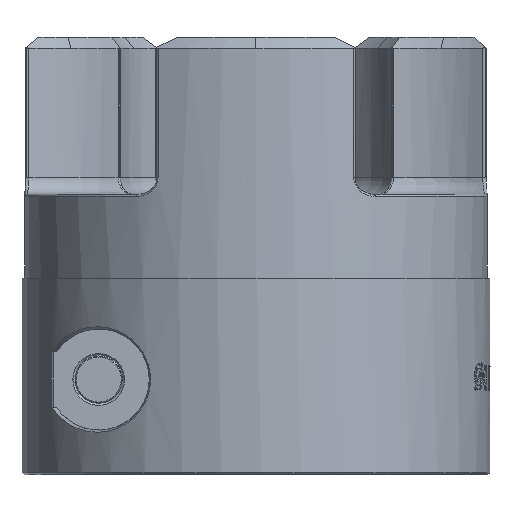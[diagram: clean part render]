
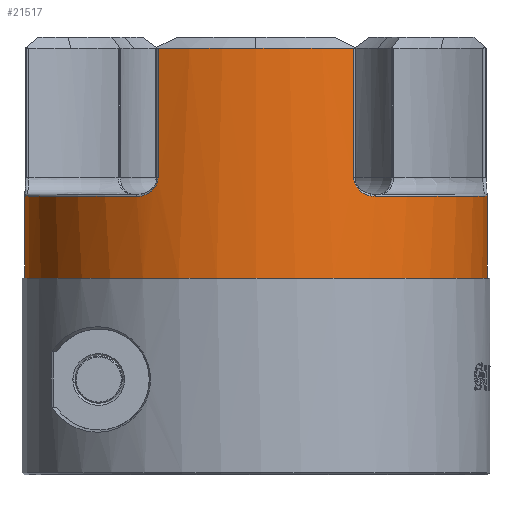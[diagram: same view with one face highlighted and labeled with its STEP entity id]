
A CAD part, front view. The second image highlights one B-rep face of the part: STEP entity #21517.
In plain terms, the highlighted cylindrical face has radius 20.6 mm (diameter 41.2 mm), a partial arc.
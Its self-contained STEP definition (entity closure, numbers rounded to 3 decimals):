
#9026=CARTESIAN_POINT('',(-20.586,-0.75,18.7));
#9027=VERTEX_POINT('',#9026);
#9034=CARTESIAN_POINT('',(-20.6,0.,18.7));
#9035=VERTEX_POINT('',#9034);
#9036=CARTESIAN_POINT('',(0.,0.,18.7));
#9037=DIRECTION('',(-0.,0.,-1.));
#9038=DIRECTION('',(1.,0.,0.));
#9039=AXIS2_PLACEMENT_3D('',#9036,#9037,#9038);
#9040=CIRCLE('',#9039,20.6);
#9041=EDGE_CURVE('',#9027,#9035,#9040,.T.);
#9822=CARTESIAN_POINT('',(-20.586,-0.75,17.5));
#9823=VERTEX_POINT('',#9822);
#9830=CARTESIAN_POINT('',(-20.586,-0.75,-12306.));
#9831=DIRECTION('',(0.,-0.,1.));
#9832=VECTOR('',#9831,24690.);
#9833=LINE('',#9830,#9832);
#9834=EDGE_CURVE('',#9823,#9027,#9833,.T.);
#9872=CARTESIAN_POINT('',(20.586,-0.75,17.5));
#9873=VERTEX_POINT('',#9872);
#9880=CARTESIAN_POINT('',(0.,0.,17.5));
#9881=DIRECTION('',(-0.,-0.,-1.));
#9882=DIRECTION('',(1.,0.,-0.));
#9883=AXIS2_PLACEMENT_3D('',#9880,#9881,#9882);
#9884=CIRCLE('',#9883,20.6);
#9885=EDGE_CURVE('',#9873,#9823,#9884,.T.);
#17182=CARTESIAN_POINT('',(-8.714,-18.666,26.5));
#17183=VERTEX_POINT('',#17182);
#17208=CARTESIAN_POINT('',(-10.617,-17.653,24.8));
#17209=VERTEX_POINT('',#17208);
#17220=CARTESIAN_POINT('',(-10.617,-17.653,24.8));
#17221=CARTESIAN_POINT('',(-10.239,-17.881,24.8));
#17222=CARTESIAN_POINT('',(-9.849,-18.097,24.905));
#17223=CARTESIAN_POINT('',(-9.509,-18.274,25.125));
#17224=CARTESIAN_POINT('',(-9.257,-18.405,25.288));
#17225=CARTESIAN_POINT('',(-9.033,-18.515,25.517));
#17226=CARTESIAN_POINT('',(-8.886,-18.585,25.801));
#17227=CARTESIAN_POINT('',(-8.777,-18.637,26.013));
#17228=CARTESIAN_POINT('',(-8.714,-18.666,26.256));
#17229=CARTESIAN_POINT('',(-8.714,-18.666,26.5));
#17230=B_SPLINE_CURVE_WITH_KNOTS('',3,(#17220,#17221,#17222,#17223,#17224,#17225,#17226,#17227,#17228,#17229),.UNSPECIFIED.,.F.,.F.,(4,3,3,4),(0.,0.436,0.759,1.),.UNSPECIFIED.);
#17231=EDGE_CURVE('',#17209,#17183,#17230,.T.);
#17241=CARTESIAN_POINT('',(-20.597,-0.368,24.8));
#17242=VERTEX_POINT('',#17241);
#17253=CARTESIAN_POINT('',(0.,0.,24.8));
#17254=DIRECTION('',(-0.,-0.,1.));
#17255=DIRECTION('',(1.,0.,0.));
#17256=AXIS2_PLACEMENT_3D('',#17253,#17254,#17255);
#17257=CIRCLE('',#17256,20.6);
#17258=EDGE_CURVE('',#17242,#17209,#17257,.T.);
#17965=CARTESIAN_POINT('',(-20.6,0.,24.825));
#17966=VERTEX_POINT('',#17965);
#17983=CARTESIAN_POINT('',(-20.522,1.786,26.5));
#17984=CARTESIAN_POINT('',(-20.522,1.786,26.32));
#17985=CARTESIAN_POINT('',(-20.526,1.748,26.14));
#17986=CARTESIAN_POINT('',(-20.531,1.679,25.974));
#17987=CARTESIAN_POINT('',(-20.54,1.574,25.716));
#17988=CARTESIAN_POINT('',(-20.554,1.396,25.491));
#17989=CARTESIAN_POINT('',(-20.566,1.18,25.315));
#17990=CARTESIAN_POINT('',(-20.57,1.12,25.266));
#17991=CARTESIAN_POINT('',(-20.573,1.056,25.221));
#17992=CARTESIAN_POINT('',(-20.576,0.991,25.179));
#17993=CARTESIAN_POINT('',(-20.595,0.59,24.922));
#17994=CARTESIAN_POINT('',(-20.605,0.108,24.8));
#17995=CARTESIAN_POINT('',(-20.597,-0.368,24.8));
#17996=B_SPLINE_CURVE_WITH_KNOTS('',3,(#17983,#17984,#17985,#17986,#17987,#17988,#17989,#17990,#17991,#17992,#17993,#17994,#17995),.UNSPECIFIED.,.F.,.F.,(4,3,3,3,4),(0.,0.178,0.453,0.53,1.),.UNSPECIFIED.);
#17997=EDGE_CURVE('',#17966,#17242,#17996,.T.);
#18068=CARTESIAN_POINT('',(-20.6,-0.,18.7));
#18069=DIRECTION('',(-0.,-0.,1.));
#18070=VECTOR('',#18069,6.125);
#18071=LINE('',#18068,#18070);
#18072=EDGE_CURVE('',#9035,#17966,#18071,.T.);
#18134=CARTESIAN_POINT('',(20.6,0.,24.825));
#18135=VERTEX_POINT('',#18134);
#18149=CARTESIAN_POINT('',(20.6,-0.,18.7));
#18150=VERTEX_POINT('',#18149);
#18151=CARTESIAN_POINT('',(20.6,-0.,18.7));
#18152=DIRECTION('',(0.,0.,1.));
#18153=VECTOR('',#18152,6.125);
#18154=LINE('',#18151,#18153);
#18155=EDGE_CURVE('',#18150,#18135,#18154,.T.);
#19070=CARTESIAN_POINT('',(20.597,-0.368,24.8));
#19071=VERTEX_POINT('',#19070);
#19082=CARTESIAN_POINT('',(20.597,-0.368,24.8));
#19083=CARTESIAN_POINT('',(20.599,-0.245,24.8));
#19084=CARTESIAN_POINT('',(20.6,-0.122,24.808));
#19085=CARTESIAN_POINT('',(20.6,0.,24.825));
#19086=B_SPLINE_CURVE_WITH_KNOTS('',3,(#19082,#19083,#19084,#19085),.UNSPECIFIED.,.F.,.F.,(4,4),(0.879,1.),.UNSPECIFIED.);
#19087=EDGE_CURVE('',#19071,#18135,#19086,.T.);
#19098=CARTESIAN_POINT('',(10.617,-17.653,24.8));
#19099=VERTEX_POINT('',#19098);
#19110=CARTESIAN_POINT('',(0.,0.,24.8));
#19111=DIRECTION('',(-0.,-0.,1.));
#19112=DIRECTION('',(1.,0.,0.));
#19113=AXIS2_PLACEMENT_3D('',#19110,#19111,#19112);
#19114=CIRCLE('',#19113,20.6);
#19115=EDGE_CURVE('',#19099,#19071,#19114,.T.);
#19830=CARTESIAN_POINT('',(8.714,-18.666,26.5));
#19831=VERTEX_POINT('',#19830);
#19842=CARTESIAN_POINT('',(8.714,-18.666,26.5));
#19843=CARTESIAN_POINT('',(8.714,-18.666,26.319));
#19844=CARTESIAN_POINT('',(8.75,-18.649,26.139));
#19845=CARTESIAN_POINT('',(8.812,-18.62,25.971));
#19846=CARTESIAN_POINT('',(8.908,-18.575,25.714));
#19847=CARTESIAN_POINT('',(9.07,-18.497,25.489));
#19848=CARTESIAN_POINT('',(9.263,-18.4,25.314));
#19849=CARTESIAN_POINT('',(9.316,-18.373,25.266));
#19850=CARTESIAN_POINT('',(9.371,-18.345,25.222));
#19851=CARTESIAN_POINT('',(9.428,-18.316,25.18));
#19852=CARTESIAN_POINT('',(9.785,-18.132,24.923));
#19853=CARTESIAN_POINT('',(10.208,-17.899,24.8));
#19854=CARTESIAN_POINT('',(10.617,-17.653,24.8));
#19855=B_SPLINE_CURVE_WITH_KNOTS('',3,(#19842,#19843,#19844,#19845,#19846,#19847,#19848,#19849,#19850,#19851,#19852,#19853,#19854),.UNSPECIFIED.,.F.,.F.,(4,3,3,3,4),(0.,0.179,0.454,0.529,1.),.UNSPECIFIED.);
#19856=EDGE_CURVE('',#19831,#19099,#19855,.T.);
#20009=CARTESIAN_POINT('',(-0.,-20.6,38.));
#20010=VERTEX_POINT('',#20009);
#20042=CARTESIAN_POINT('',(-8.714,-18.666,38.));
#20043=VERTEX_POINT('',#20042);
#20063=CARTESIAN_POINT('',(0.,0.,38.));
#20064=DIRECTION('',(0.,-0.,1.));
#20065=DIRECTION('',(1.,0.,0.));
#20066=AXIS2_PLACEMENT_3D('',#20063,#20064,#20065);
#20067=CIRCLE('',#20066,20.6);
#20068=EDGE_CURVE('',#20043,#20010,#20067,.T.);
#20765=CARTESIAN_POINT('',(20.586,-0.75,18.7));
#20766=VERTEX_POINT('',#20765);
#20773=CARTESIAN_POINT('',(20.586,-0.75,12384.));
#20774=DIRECTION('',(-0.,0.,-1.));
#20775=VECTOR('',#20774,24690.);
#20776=LINE('',#20773,#20775);
#20777=EDGE_CURVE('',#20766,#9873,#20776,.T.);
#20790=CARTESIAN_POINT('',(0.,0.,18.7));
#20791=DIRECTION('',(0.,0.,-1.));
#20792=DIRECTION('',(1.,0.,0.));
#20793=AXIS2_PLACEMENT_3D('',#20790,#20791,#20792);
#20794=CIRCLE('',#20793,20.6);
#20795=EDGE_CURVE('',#18150,#20766,#20794,.T.);
#21119=CARTESIAN_POINT('',(-8.714,-18.666,-12306.));
#21120=DIRECTION('',(-0.,-0.,1.));
#21121=VECTOR('',#21120,24690.);
#21122=LINE('',#21119,#21121);
#21123=EDGE_CURVE('',#17183,#20043,#21122,.T.);
#21159=CARTESIAN_POINT('',(8.714,-18.666,38.));
#21160=VERTEX_POINT('',#21159);
#21180=CARTESIAN_POINT('',(8.714,-18.666,12384.));
#21181=DIRECTION('',(0.,0.,-1.));
#21182=VECTOR('',#21181,24690.);
#21183=LINE('',#21180,#21182);
#21184=EDGE_CURVE('',#21160,#19831,#21183,.T.);
#21210=CARTESIAN_POINT('',(0.,0.,38.));
#21211=DIRECTION('',(0.,-0.,1.));
#21212=DIRECTION('',(1.,0.,0.));
#21213=AXIS2_PLACEMENT_3D('',#21210,#21211,#21212);
#21214=CIRCLE('',#21213,20.6);
#21215=EDGE_CURVE('',#20010,#21160,#21214,.T.);
#21493=CARTESIAN_POINT('',(0.,0.,39.));
#21494=DIRECTION('',(0.,0.,-1.));
#21495=DIRECTION('',(1.,0.,0.));
#21496=AXIS2_PLACEMENT_3D('',#21493,#21494,#21495);
#21497=CYLINDRICAL_SURFACE('',#21496,20.6);
#21498=ORIENTED_EDGE('',*,*,#18072,.F.);
#21499=ORIENTED_EDGE('',*,*,#9041,.F.);
#21500=ORIENTED_EDGE('',*,*,#9834,.F.);
#21501=ORIENTED_EDGE('',*,*,#9885,.F.);
#21502=ORIENTED_EDGE('',*,*,#20777,.F.);
#21503=ORIENTED_EDGE('',*,*,#20795,.F.);
#21504=ORIENTED_EDGE('',*,*,#18155,.T.);
#21505=ORIENTED_EDGE('',*,*,#19087,.F.);
#21506=ORIENTED_EDGE('',*,*,#19115,.F.);
#21507=ORIENTED_EDGE('',*,*,#19856,.F.);
#21508=ORIENTED_EDGE('',*,*,#21184,.F.);
#21509=ORIENTED_EDGE('',*,*,#21215,.F.);
#21510=ORIENTED_EDGE('',*,*,#20068,.F.);
#21511=ORIENTED_EDGE('',*,*,#21123,.F.);
#21512=ORIENTED_EDGE('',*,*,#17231,.F.);
#21513=ORIENTED_EDGE('',*,*,#17258,.F.);
#21514=ORIENTED_EDGE('',*,*,#17997,.F.);
#21515=EDGE_LOOP('',(#21498,#21499,#21500,#21501,#21502,#21503,#21504,#21505,#21506,#21507,#21508,#21509,#21510,#21511,#21512,#21513,#21514));
#21516=FACE_BOUND('',#21515,.T.);
#21517=ADVANCED_FACE('',(#21516),#21497,.T.);
